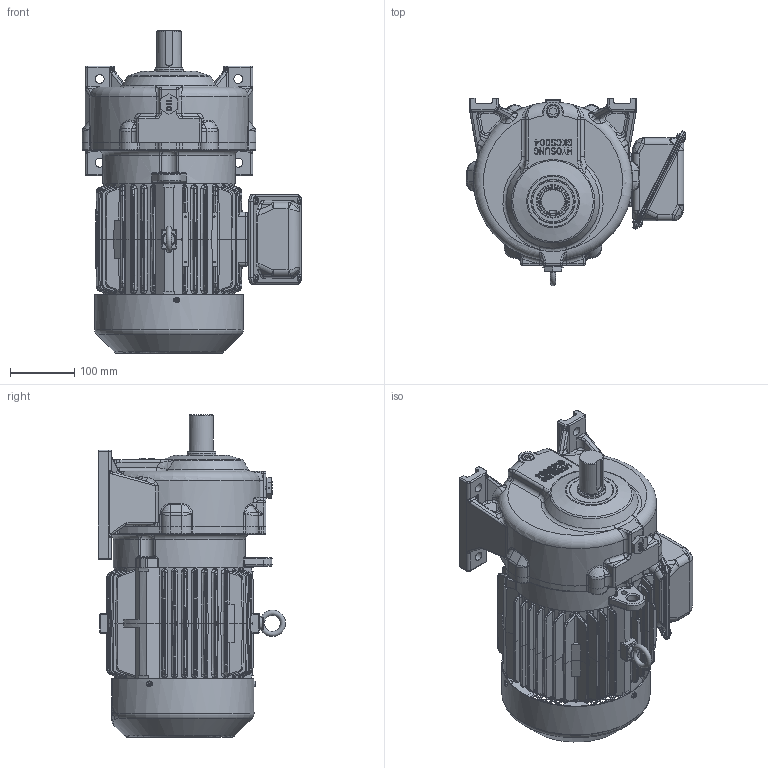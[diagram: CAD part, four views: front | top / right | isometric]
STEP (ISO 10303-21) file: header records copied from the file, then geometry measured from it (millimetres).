
FILE_DESCRIPTION(/* description */ ('Unknown'),/* implementation_level */ '2;1');
FILE_NAME(/* name */ 'EK2DO07114_RPH_3.7KW_R5_CUSTOMER',/* time_stamp */ '2019-08-02T16:49:25+09:00',/* author */ ('Unknown'),/* organization */ ('Unknown'),/* preprocessor_version */ 'ST-DEVELOPER v16.7',/* originating_system */ 'DEX',/* authorisation */ $);
FILE_SCHEMA (('AUTOMOTIVE_DESIGN {1 0 10303 214 3 1 1}'));
Length unit declared in the file: millimetre
Products named in the file (20): EK2DO07114_RPH_3.7KW_R5_CUSTOMER; DKA0100586_DGKCS003_Casing_mbs_KMJ_CUSTOMER; DKA0700400_DGKDS003; DKA0800196_DGKCS036_CUSTOMER; Socket Plug Conical Hole Thread R 1-2 DIN 906(Screw Plug Conical Hole
 Thread R 1-2 DIN 906); 1in BSP Tank Plug_5530; 4-2 FR.112M_Round Frame_CUSTOMER; 1-2 Round Frame+嬴檜; FR.112M_ROUND_DMA0300847; M10_嬴檜; 2-1 �ݺ��� �����+��켓+후드+볼트; DSMW10385_饶3; M5x8_饶靛; 3-1 FR.100~132 繹っ 欽; DSMW10140_欽濠4; DSMW10141_ī1; 陛蝶鰍_; ~FR.132 炼赋杭飘柬姼_旎る矂; Oil Seal(45x68x12)
Assembly tree (24 placements, depth 4):
  EK2DO07114_RPH_3.7KW_R5_CUSTOMER
    DKA0100586_DGKCS003_Casing_mbs_KMJ_CUSTOMER
    DKA0700400_DGKDS003
    DKA0800196_DGKCS036_CUSTOMER
    Socket Plug Conical Hole Thread R 1-2 DIN 906(Screw Plug Conical Hole
 Thread R 1-2 DIN 906)
    1in BSP Tank Plug_5530
    4-2 FR.112M_Round Frame_CUSTOMER
      1-2 Round Frame+嬴檜
        FR.112M_ROUND_DMA0300847
        M10_嬴檜
      2-1 �ݺ��� �����+��켓+후드+볼트
        DSMW10385_饶3
        M5x8_饶靛  x3
      3-1 FR.100~132 繹っ 欽
        DSMW10140_欽濠4
        DSMW10141_ī1
        陛蝶鰍_
        ~FR.132 炼赋杭飘柬姼_旎る矂  x4
        陛蝶鰍_
    Oil Seal(45x68x12)
Bounding box: 341.42 x 290.5 x 501 mm (x, y, z)
Volume: 15513023.3 mm3; surface area: 1122108.1 mm2
Topology: 20 solids, 21 shells, 4135 faces, 10876 edges, 6776 vertices
Faces by surface type: cylinder 1473, plane 1468, bspline 885, torus 184, cone 93, sphere 32
Full cylindrical faces by diameter (mm): 1.5 x1, 2.6 x4, 4.917 x8, 5 x7, 6 x5, 6.647 x12, 7 x12, 7.7 x1, 8 x8, 8.376 x14, 9 x10, 10 x2, 10.5 x4, 14 x4, 18 x2, 20 x1, 22 x1, 26 x1, 30 x1, 38 x1, 40 x1, 42 x1, 45 x1, 49.8 x1, 64 x1, 68 x2, 198 x2
Entity records: 138624 total; most frequent: CARTESIAN_POINT 43703, ORIENTED_EDGE 20422, DIRECTION 18522, EDGE_CURVE 10211, AXIS2_PLACEMENT_3D 6881, VERTEX_POINT 6495, LINE 4760, VECTOR 4760
